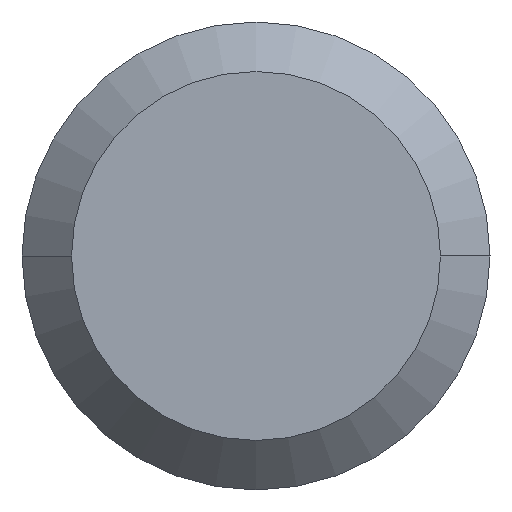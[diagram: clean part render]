
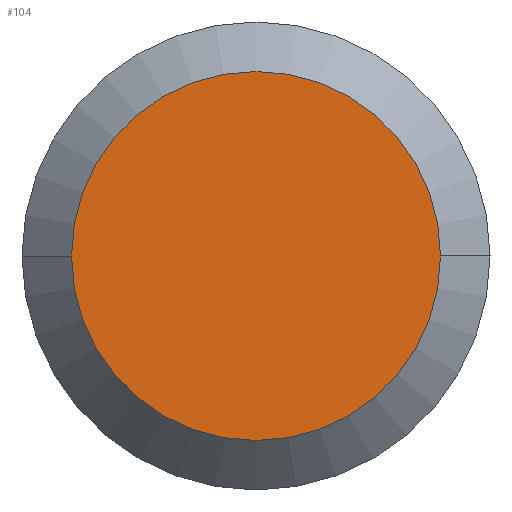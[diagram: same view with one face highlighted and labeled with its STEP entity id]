
A CAD part, left-side view. The second image highlights one B-rep face of the part: STEP entity #104.
In plain terms, the highlighted planar face has unit normal (-1, 0, 0).
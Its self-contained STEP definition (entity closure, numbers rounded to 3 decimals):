
#32 = ORIENTED_EDGE ( 'NONE', *, *, #304, .F. ) ;
#34 = CARTESIAN_POINT ( 'NONE',  ( 0., 2.365, 0. ) ) ;
#37 = EDGE_CURVE ( 'NONE', #395, #49, #222, .T. ) ;
#46 = DIRECTION ( 'NONE',  ( 0., -1., 0. ) ) ;
#49 = VERTEX_POINT ( 'NONE', #34 ) ;
#72 = DIRECTION ( 'NONE',  ( 1., 0., 0. ) ) ;
#104 = ADVANCED_FACE ( 'NONE', ( #233 ), #246, .T. ) ;
#161 = AXIS2_PLACEMENT_3D ( 'NONE', #215, #401, #46 ) ;
#171 = CARTESIAN_POINT ( 'NONE',  ( 0., 0., 0. ) ) ;
#181 = EDGE_LOOP ( 'NONE', ( #32, #249 ) ) ;
#189 = AXIS2_PLACEMENT_3D ( 'NONE', #171, #72, #337 ) ;
#215 = CARTESIAN_POINT ( 'NONE',  ( 0., 0., 0. ) ) ;
#222 = CIRCLE ( 'NONE', #189, 2.365 ) ;
#233 = FACE_OUTER_BOUND ( 'NONE', #181, .T. ) ;
#246 = PLANE ( 'NONE',  #161 ) ;
#249 = ORIENTED_EDGE ( 'NONE', *, *, #37, .F. ) ;
#254 = CARTESIAN_POINT ( 'NONE',  ( 0., 0., 0. ) ) ;
#283 = DIRECTION ( 'NONE',  ( 1., 0., 0. ) ) ;
#304 = EDGE_CURVE ( 'NONE', #49, #395, #410, .T. ) ;
#337 = DIRECTION ( 'NONE',  ( 0., 1., 0. ) ) ;
#364 = AXIS2_PLACEMENT_3D ( 'NONE', #254, #283, #417 ) ;
#384 = CARTESIAN_POINT ( 'NONE',  ( 0., -2.365, 0. ) ) ;
#395 = VERTEX_POINT ( 'NONE', #384 ) ;
#401 = DIRECTION ( 'NONE',  ( -1., 0., 0. ) ) ;
#410 = CIRCLE ( 'NONE', #364, 2.365 ) ;
#417 = DIRECTION ( 'NONE',  ( 0., 1., 0. ) ) ;
